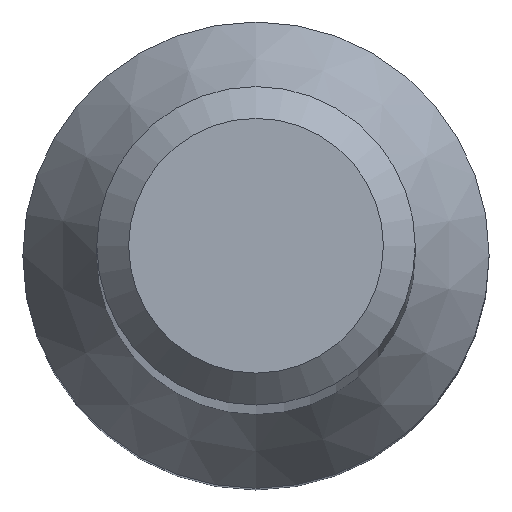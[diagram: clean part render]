
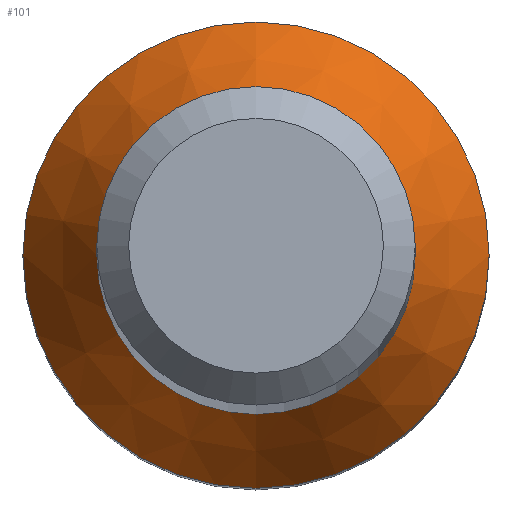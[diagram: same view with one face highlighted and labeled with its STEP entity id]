
A CAD part, top view. The second image highlights one B-rep face of the part: STEP entity #101.
In plain terms, the highlighted conical face has half-angle 30 degrees and reference radius 2.929 mm.
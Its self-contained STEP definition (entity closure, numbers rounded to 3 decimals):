
#1 = AXIS2_PLACEMENT_3D ( 'NONE', #83, #48, #130 ) ;
#4 = CONICAL_SURFACE ( 'NONE', #22, 2.929, 0.524 ) ;
#11 = DIRECTION ( 'NONE',  ( 0., 0., -1. ) ) ;
#22 = AXIS2_PLACEMENT_3D ( 'NONE', #50, #11, #169 ) ;
#27 = CARTESIAN_POINT ( 'NONE',  ( 0., 0., 13.992 ) ) ;
#40 = CARTESIAN_POINT ( 'NONE',  ( 0., 2.929, 12.383 ) ) ;
#48 = DIRECTION ( 'NONE',  ( 0., 0., -1. ) ) ;
#49 = EDGE_LOOP ( 'NONE', ( #158 ) ) ;
#50 = CARTESIAN_POINT ( 'NONE',  ( 0., 0., 12.383 ) ) ;
#70 = EDGE_CURVE ( 'NONE', #170, #170, #84, .T. ) ;
#83 = CARTESIAN_POINT ( 'NONE',  ( 0., 0., 12.383 ) ) ;
#84 = CIRCLE ( 'NONE', #159, 2. ) ;
#95 = FACE_BOUND ( 'NONE', #49, .T. ) ;
#101 = ADVANCED_FACE ( 'NONE', ( #95, #213 ), #4, .T. ) ;
#115 = CIRCLE ( 'NONE', #1, 2.929 ) ;
#118 = VERTEX_POINT ( 'NONE', #40 ) ;
#130 = DIRECTION ( 'NONE',  ( 0., 1., 0. ) ) ;
#138 = CARTESIAN_POINT ( 'NONE',  ( 0., 2., 13.992 ) ) ;
#143 = EDGE_LOOP ( 'NONE', ( #225 ) ) ;
#158 = ORIENTED_EDGE ( 'NONE', *, *, #70, .T. ) ;
#159 = AXIS2_PLACEMENT_3D ( 'NONE', #27, #219, #199 ) ;
#169 = DIRECTION ( 'NONE',  ( 0., 1., 0. ) ) ;
#170 = VERTEX_POINT ( 'NONE', #138 ) ;
#175 = EDGE_CURVE ( 'NONE', #118, #118, #115, .T. ) ;
#199 = DIRECTION ( 'NONE',  ( 0., 1., 0. ) ) ;
#213 = FACE_OUTER_BOUND ( 'NONE', #143, .T. ) ;
#219 = DIRECTION ( 'NONE',  ( 0., 0., -1. ) ) ;
#225 = ORIENTED_EDGE ( 'NONE', *, *, #175, .F. ) ;
